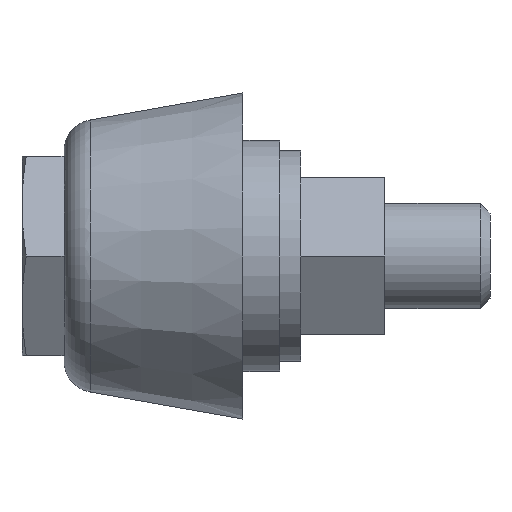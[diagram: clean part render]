
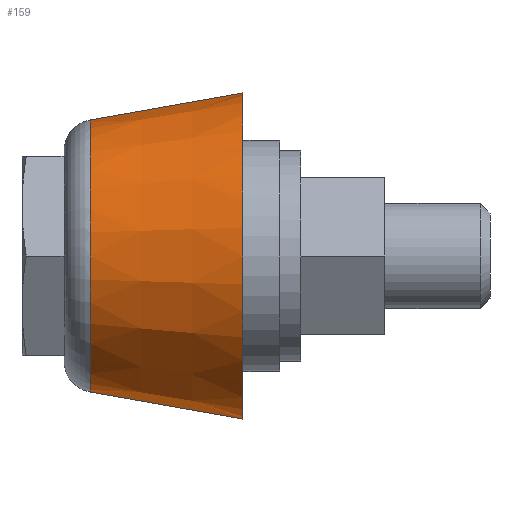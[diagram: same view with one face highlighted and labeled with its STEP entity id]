
A CAD part, front view. The second image highlights one B-rep face of the part: STEP entity #159.
In plain terms, the highlighted conical face has half-angle 10.008 degrees and reference radius 15.5 mm.
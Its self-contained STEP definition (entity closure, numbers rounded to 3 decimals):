
#159 = ADVANCED_FACE( '', ( #385 ), #386, .T. );
#385 = FACE_OUTER_BOUND( '', #686, .T. );
#386 = CONICAL_SURFACE( '', #687, 15.5, 0.175 );
#686 = EDGE_LOOP( '', ( #1088, #1089, #1090, #1091 ) );
#687 = AXIS2_PLACEMENT_3D( '', #1092, #1093, #1094 );
#1088 = ORIENTED_EDGE( '', *, *, #1760, .T. );
#1089 = ORIENTED_EDGE( '', *, *, #1751, .F. );
#1090 = ORIENTED_EDGE( '', *, *, #1761, .F. );
#1091 = ORIENTED_EDGE( '', *, *, #1762, .T. );
#1092 = CARTESIAN_POINT( '', ( 0., 0., 0. ) );
#1093 = DIRECTION( '', ( 1., 0., 0. ) );
#1094 = DIRECTION( '', ( 0., 0., -1. ) );
#1751 = EDGE_CURVE( '', #2096, #2098, #2099, .T. );
#1760 = EDGE_CURVE( '', #2111, #2098, #2112, .T. );
#1761 = EDGE_CURVE( '', #2113, #2096, #2114, .T. );
#1762 = EDGE_CURVE( '', #2113, #2111, #2115, .T. );
#2096 = VERTEX_POINT( '', #2617 );
#2098 = VERTEX_POINT( '', #2620 );
#2099 = LINE( '', #2621, #2622 );
#2111 = VERTEX_POINT( '', #2636 );
#2112 = CIRCLE( '', #2637, 12.937 );
#2113 = VERTEX_POINT( '', #2638 );
#2114 = CIRCLE( '', #2639, 15.5 );
#2115 = LINE( '', #2640, #2641 );
#2617 = CARTESIAN_POINT( '', ( 0., 0., -15.5 ) );
#2620 = CARTESIAN_POINT( '', ( -14.521, 0., -12.937 ) );
#2621 = CARTESIAN_POINT( '', ( 0., 0., -15.5 ) );
#2622 = VECTOR( '', #3087, 1000. );
#2636 = CARTESIAN_POINT( '', ( -14.521, 0., 12.937 ) );
#2637 = AXIS2_PLACEMENT_3D( '', #3099, #3100, #3101 );
#2638 = CARTESIAN_POINT( '', ( 0., 0., 15.5 ) );
#2639 = AXIS2_PLACEMENT_3D( '', #3102, #3103, #3104 );
#2640 = CARTESIAN_POINT( '', ( 0., 0., 15.5 ) );
#2641 = VECTOR( '', #3105, 1000. );
#3087 = DIRECTION( '', ( -0.985, 0., 0.174 ) );
#3099 = CARTESIAN_POINT( '', ( -14.521, 0., 0. ) );
#3100 = DIRECTION( '', ( 1., 0., 0. ) );
#3101 = DIRECTION( '', ( 0., 0., -1. ) );
#3102 = CARTESIAN_POINT( '', ( 0., 0., 0. ) );
#3103 = DIRECTION( '', ( 1., 0., 0. ) );
#3104 = DIRECTION( '', ( 0., 0., -1. ) );
#3105 = DIRECTION( '', ( -0.985, 0., -0.174 ) );
